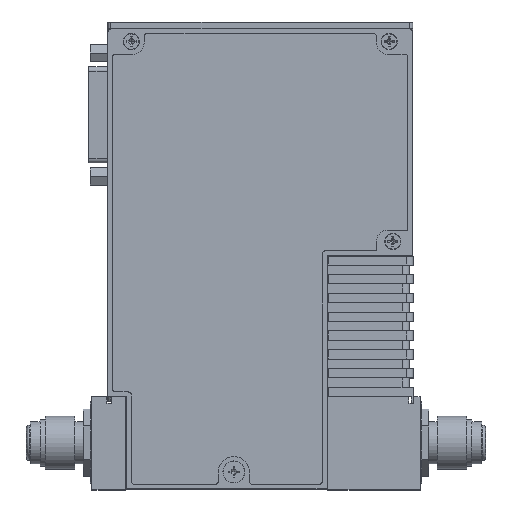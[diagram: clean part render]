
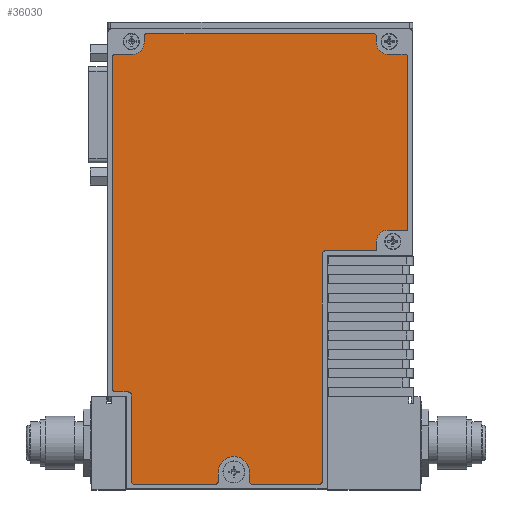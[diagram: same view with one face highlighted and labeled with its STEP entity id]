
A CAD part, top view. The second image highlights one B-rep face of the part: STEP entity #36030.
In plain terms, the highlighted planar face has unit normal (0, 0, 1).
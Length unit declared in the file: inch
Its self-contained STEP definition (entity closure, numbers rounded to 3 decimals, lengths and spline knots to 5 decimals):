
#35307=CARTESIAN_POINT('',(2.262,2.448,0.004));
#35308=DIRECTION('',(0.,0.,-1.));
#35309=DIRECTION('',(-1.,0.,0.));
#35310=AXIS2_PLACEMENT_3D('',#35307,#35308,#35309);
#35329=DIRECTION('',(0.,1.,0.));
#35330=VECTOR('',#35329,2.418);
#35331=CARTESIAN_POINT('',(2.23,0.03,0.004));
#35332=LINE('',#35331,#35330);
#35365=DIRECTION('',(-1.,0.,0.));
#35366=VECTOR('',#35365,0.215);
#35367=CARTESIAN_POINT('',(3.14,2.7,0.004));
#35368=LINE('',#35367,#35366);
#35369=CARTESIAN_POINT('',(2.925,2.58,0.004));
#35370=DIRECTION('',(0.,0.,1.));
#35371=DIRECTION('',(0.,1.,0.));
#35372=AXIS2_PLACEMENT_3D('',#35369,#35370,#35371);
#35374=DIRECTION('',(0.,-1.,0.));
#35375=VECTOR('',#35374,0.1);
#35376=CARTESIAN_POINT('',(2.805,2.58,0.004));
#35377=LINE('',#35376,#35375);
#35378=DIRECTION('',(-1.,0.,0.));
#35379=VECTOR('',#35378,0.543);
#35380=CARTESIAN_POINT('',(2.805,2.48,0.004));
#35381=LINE('',#35380,#35379);
#35382=CARTESIAN_POINT('',(2.2,0.03,0.004));
#35383=DIRECTION('',(0.,0.,1.));
#35384=DIRECTION('',(0.,-1.,0.));
#35385=AXIS2_PLACEMENT_3D('',#35382,#35383,#35384);
#35387=DIRECTION('',(1.,0.,0.));
#35388=VECTOR('',#35387,0.715);
#35389=CARTESIAN_POINT('',(1.485,0.,0.004));
#35390=LINE('',#35389,#35388);
#35391=CARTESIAN_POINT('',(1.485,0.03,0.004));
#35392=DIRECTION('',(0.,0.,1.));
#35393=DIRECTION('',(-1.,0.,0.));
#35394=AXIS2_PLACEMENT_3D('',#35391,#35392,#35393);
#35396=DIRECTION('',(0.,1.,0.));
#35397=VECTOR('',#35396,0.1);
#35398=CARTESIAN_POINT('',(1.455,0.03,0.004));
#35399=LINE('',#35398,#35397);
#35400=CARTESIAN_POINT('',(1.29,0.13,0.004));
#35401=DIRECTION('',(0.,0.,1.));
#35402=DIRECTION('',(1.,0.,0.));
#35403=AXIS2_PLACEMENT_3D('',#35400,#35401,#35402);
#35405=DIRECTION('',(0.,1.,0.));
#35406=VECTOR('',#35405,0.1);
#35407=CARTESIAN_POINT('',(1.125,0.03,0.004));
#35408=LINE('',#35407,#35406);
#35409=CARTESIAN_POINT('',(1.095,0.03,0.004));
#35410=DIRECTION('',(0.,0.,1.));
#35411=DIRECTION('',(0.,-1.,0.));
#35412=AXIS2_PLACEMENT_3D('',#35409,#35410,#35411);
#35414=DIRECTION('',(1.,0.,0.));
#35415=VECTOR('',#35414,0.865);
#35416=CARTESIAN_POINT('',(0.23,0.,0.004));
#35417=LINE('',#35416,#35415);
#35418=CARTESIAN_POINT('',(0.23,0.03,0.004));
#35419=DIRECTION('',(0.,0.,1.));
#35420=DIRECTION('',(-1.,0.,0.));
#35421=AXIS2_PLACEMENT_3D('',#35418,#35419,#35420);
#35423=DIRECTION('',(0.,-1.,0.));
#35424=VECTOR('',#35423,0.918);
#35425=CARTESIAN_POINT('',(0.2,0.948,0.004));
#35426=LINE('',#35425,#35424);
#35427=DIRECTION('',(1.,0.,0.));
#35428=VECTOR('',#35427,0.138);
#35429=CARTESIAN_POINT('',(0.03,0.98,0.004));
#35430=LINE('',#35429,#35428);
#35431=CARTESIAN_POINT('',(0.03,1.01,0.004));
#35432=DIRECTION('',(0.,0.,1.));
#35433=DIRECTION('',(-1.,0.,0.));
#35434=AXIS2_PLACEMENT_3D('',#35431,#35432,#35433);
#35436=DIRECTION('',(0.,-1.,0.));
#35437=VECTOR('',#35436,3.53);
#35438=CARTESIAN_POINT('',(0.,4.54,0.004));
#35439=LINE('',#35438,#35437);
#35440=CARTESIAN_POINT('',(0.03,4.54,0.004));
#35441=DIRECTION('',(0.,0.,1.));
#35442=DIRECTION('',(0.,1.,0.));
#35443=AXIS2_PLACEMENT_3D('',#35440,#35441,#35442);
#35445=DIRECTION('',(1.,0.,0.));
#35446=VECTOR('',#35445,0.185);
#35447=CARTESIAN_POINT('',(0.03,4.57,0.004));
#35448=LINE('',#35447,#35446);
#35449=CARTESIAN_POINT('',(0.215,4.69,0.004));
#35450=DIRECTION('',(0.,0.,1.));
#35451=DIRECTION('',(0.,-1.,0.));
#35452=AXIS2_PLACEMENT_3D('',#35449,#35450,#35451);
#35454=DIRECTION('',(0.,-1.,0.));
#35455=VECTOR('',#35454,0.07);
#35456=CARTESIAN_POINT('',(0.335,4.76,0.004));
#35457=LINE('',#35456,#35455);
#35458=CARTESIAN_POINT('',(0.365,4.76,0.004));
#35459=DIRECTION('',(0.,0.,1.));
#35460=DIRECTION('',(0.,1.,0.));
#35461=AXIS2_PLACEMENT_3D('',#35458,#35459,#35460);
#35463=DIRECTION('',(-1.,0.,0.));
#35464=VECTOR('',#35463,2.41);
#35465=CARTESIAN_POINT('',(2.775,4.79,0.004));
#35466=LINE('',#35465,#35464);
#35467=CARTESIAN_POINT('',(2.775,4.76,0.004));
#35468=DIRECTION('',(0.,0.,1.));
#35469=DIRECTION('',(1.,0.,0.));
#35470=AXIS2_PLACEMENT_3D('',#35467,#35468,#35469);
#35472=DIRECTION('',(0.,-1.,0.));
#35473=VECTOR('',#35472,0.07);
#35474=CARTESIAN_POINT('',(2.805,4.76,0.004));
#35475=LINE('',#35474,#35473);
#35476=CARTESIAN_POINT('',(2.925,4.69,0.004));
#35477=DIRECTION('',(0.,0.,1.));
#35478=DIRECTION('',(-1.,0.,0.));
#35479=AXIS2_PLACEMENT_3D('',#35476,#35477,#35478);
#35481=DIRECTION('',(-1.,0.,0.));
#35482=VECTOR('',#35481,0.185);
#35483=CARTESIAN_POINT('',(3.11,4.57,0.004));
#35484=LINE('',#35483,#35482);
#35485=CARTESIAN_POINT('',(3.11,4.54,0.004));
#35486=DIRECTION('',(0.,0.,1.));
#35487=DIRECTION('',(1.,0.,0.));
#35488=AXIS2_PLACEMENT_3D('',#35485,#35486,#35487);
#35490=DIRECTION('',(0.,1.,0.));
#35491=VECTOR('',#35490,1.84);
#35492=CARTESIAN_POINT('',(3.14,2.7,0.004));
#35493=LINE('',#35492,#35491);
#35507=CARTESIAN_POINT('',(0.168,0.948,0.004));
#35508=DIRECTION('',(0.,0.,-1.));
#35509=DIRECTION('',(0.,1.,0.));
#35510=AXIS2_PLACEMENT_3D('',#35507,#35508,#35509);
#35588=CARTESIAN_POINT('',(0.215,4.57,0.004));
#35589=CARTESIAN_POINT('',(0.335,4.69,0.004));
#35590=VERTEX_POINT('',#35588);
#35591=VERTEX_POINT('',#35589);
#35592=CARTESIAN_POINT('',(2.805,4.69,0.004));
#35593=CARTESIAN_POINT('',(2.925,4.57,0.004));
#35594=VERTEX_POINT('',#35592);
#35595=VERTEX_POINT('',#35593);
#35596=CARTESIAN_POINT('',(1.455,0.13,0.004));
#35597=CARTESIAN_POINT('',(1.125,0.13,0.004));
#35598=VERTEX_POINT('',#35596);
#35599=VERTEX_POINT('',#35597);
#35601=CARTESIAN_POINT('',(0.335,4.76,0.004));
#35603=VERTEX_POINT('',#35601);
#35606=CARTESIAN_POINT('',(0.365,4.79,0.004));
#35607=VERTEX_POINT('',#35606);
#35608=CARTESIAN_POINT('',(0.03,4.57,0.004));
#35610=VERTEX_POINT('',#35608);
#35612=CARTESIAN_POINT('',(0.,4.54,0.004));
#35613=VERTEX_POINT('',#35612);
#35616=CARTESIAN_POINT('',(2.805,4.76,0.004));
#35618=VERTEX_POINT('',#35616);
#35620=CARTESIAN_POINT('',(2.775,4.79,0.004));
#35621=VERTEX_POINT('',#35620);
#35625=CARTESIAN_POINT('',(3.11,4.57,0.004));
#35627=VERTEX_POINT('',#35625);
#35630=CARTESIAN_POINT('',(3.14,4.54,0.004));
#35631=VERTEX_POINT('',#35630);
#35632=CARTESIAN_POINT('',(2.2,0.,0.004));
#35634=VERTEX_POINT('',#35632);
#35636=CARTESIAN_POINT('',(2.23,0.03,0.004));
#35637=VERTEX_POINT('',#35636);
#35640=CARTESIAN_POINT('',(1.455,0.03,0.004));
#35642=VERTEX_POINT('',#35640);
#35644=CARTESIAN_POINT('',(1.485,0.,0.004));
#35645=VERTEX_POINT('',#35644);
#35649=CARTESIAN_POINT('',(1.125,0.03,0.004));
#35651=VERTEX_POINT('',#35649);
#35654=CARTESIAN_POINT('',(1.095,0.,0.004));
#35655=VERTEX_POINT('',#35654);
#35656=CARTESIAN_POINT('',(0.2,0.03,0.004));
#35658=VERTEX_POINT('',#35656);
#35660=CARTESIAN_POINT('',(0.23,0.,0.004));
#35661=VERTEX_POINT('',#35660);
#35664=CARTESIAN_POINT('',(0.,1.01,0.004));
#35666=VERTEX_POINT('',#35664);
#35668=CARTESIAN_POINT('',(0.03,0.98,0.004));
#35669=VERTEX_POINT('',#35668);
#35672=CARTESIAN_POINT('',(2.23,2.448,0.004));
#35674=VERTEX_POINT('',#35672);
#35676=CARTESIAN_POINT('',(2.262,2.48,0.004));
#35678=VERTEX_POINT('',#35676);
#35681=CARTESIAN_POINT('',(0.2,0.948,0.004));
#35683=VERTEX_POINT('',#35681);
#35685=CARTESIAN_POINT('',(0.168,0.98,0.004));
#35687=VERTEX_POINT('',#35685);
#35696=CARTESIAN_POINT('',(3.14,2.7,0.004));
#35697=CARTESIAN_POINT('',(2.925,2.7,0.004));
#35698=VERTEX_POINT('',#35696);
#35699=VERTEX_POINT('',#35697);
#35700=CARTESIAN_POINT('',(2.805,2.58,0.004));
#35701=VERTEX_POINT('',#35700);
#35702=CARTESIAN_POINT('',(2.805,2.48,0.004));
#35703=VERTEX_POINT('',#35702);
#35973=CARTESIAN_POINT('',(0.,0.,0.004));
#35974=DIRECTION('',(0.,0.,1.));
#35975=DIRECTION('',(1.,0.,0.));
#35976=AXIS2_PLACEMENT_3D('',#35973,#35974,#35975);
#35977=PLANE('',#35976);
#35978=ORIENTED_EDGE('',*,*,#35784,.T.);
#35979=ORIENTED_EDGE('',*,*,#35799,.T.);
#35980=ORIENTED_EDGE('',*,*,#35813,.T.);
#35981=ORIENTED_EDGE('',*,*,#35828,.T.);
#35982=ORIENTED_EDGE('',*,*,#35840,.F.);
#35983=ORIENTED_EDGE('',*,*,#35856,.F.);
#35984=ORIENTED_EDGE('',*,*,#35868,.F.);
#35985=ORIENTED_EDGE('',*,*,#35884,.F.);
#35986=ORIENTED_EDGE('',*,*,#35911,.F.);
#35987=ORIENTED_EDGE('',*,*,#35927,.T.);
#35988=ORIENTED_EDGE('',*,*,#35940,.T.);
#35989=ORIENTED_EDGE('',*,*,#35953,.F.);
#35990=ORIENTED_EDGE('',*,*,#35968,.F.);
#35991=ORIENTED_EDGE('',*,*,#35899,.F.);
#35993=ORIENTED_EDGE('',*,*,#35992,.F.);
#35995=ORIENTED_EDGE('',*,*,#35994,.F.);
#35997=ORIENTED_EDGE('',*,*,#35996,.F.);
#35999=ORIENTED_EDGE('',*,*,#35998,.F.);
#36001=ORIENTED_EDGE('',*,*,#36000,.F.);
#36003=ORIENTED_EDGE('',*,*,#36002,.F.);
#36005=ORIENTED_EDGE('',*,*,#36004,.F.);
#36007=ORIENTED_EDGE('',*,*,#36006,.T.);
#36009=ORIENTED_EDGE('',*,*,#36008,.T.);
#36011=ORIENTED_EDGE('',*,*,#36010,.F.);
#36013=ORIENTED_EDGE('',*,*,#36012,.F.);
#36015=ORIENTED_EDGE('',*,*,#36014,.F.);
#36017=ORIENTED_EDGE('',*,*,#36016,.F.);
#36019=ORIENTED_EDGE('',*,*,#36018,.T.);
#36021=ORIENTED_EDGE('',*,*,#36020,.T.);
#36023=ORIENTED_EDGE('',*,*,#36022,.F.);
#36025=ORIENTED_EDGE('',*,*,#36024,.F.);
#36027=ORIENTED_EDGE('',*,*,#36026,.F.);
#36028=EDGE_LOOP('',(#35978,#35979,#35980,#35981,#35982,#35983,#35984,#35985,
#35986,#35987,#35988,#35989,#35990,#35991,#35993,#35995,#35997,#35999,#36001,
#36003,#36005,#36007,#36009,#36011,#36013,#36015,#36017,#36019,#36021,#36023,
#36025,#36027));
#36029=FACE_OUTER_BOUND('',#36028,.F.);
#36030=ADVANCED_FACE('',(#36029),#35977,.T.);
#35311=CIRCLE('',#35310,0.032);
#35373=CIRCLE('',#35372,0.12);
#35386=CIRCLE('',#35385,0.03);
#35395=CIRCLE('',#35394,0.03);
#35404=CIRCLE('',#35403,0.165);
#35413=CIRCLE('',#35412,0.03);
#35422=CIRCLE('',#35421,0.03);
#35435=CIRCLE('',#35434,0.03);
#35444=CIRCLE('',#35443,0.03);
#35453=CIRCLE('',#35452,0.12);
#35462=CIRCLE('',#35461,0.03);
#35471=CIRCLE('',#35470,0.03);
#35480=CIRCLE('',#35479,0.12);
#35489=CIRCLE('',#35488,0.03);
#35511=CIRCLE('',#35510,0.032);
#35784=EDGE_CURVE('',#35698,#35699,#35368,.T.);
#35799=EDGE_CURVE('',#35699,#35701,#35373,.T.);
#35813=EDGE_CURVE('',#35701,#35703,#35377,.T.);
#35828=EDGE_CURVE('',#35703,#35678,#35381,.T.);
#35840=EDGE_CURVE('',#35674,#35678,#35311,.T.);
#35856=EDGE_CURVE('',#35637,#35674,#35332,.T.);
#35868=EDGE_CURVE('',#35634,#35637,#35386,.T.);
#35884=EDGE_CURVE('',#35645,#35634,#35390,.T.);
#35899=EDGE_CURVE('',#35661,#35655,#35417,.T.);
#35911=EDGE_CURVE('',#35642,#35645,#35395,.T.);
#35927=EDGE_CURVE('',#35642,#35598,#35399,.T.);
#35940=EDGE_CURVE('',#35598,#35599,#35404,.T.);
#35953=EDGE_CURVE('',#35651,#35599,#35408,.T.);
#35968=EDGE_CURVE('',#35655,#35651,#35413,.T.);
#35992=EDGE_CURVE('',#35658,#35661,#35422,.T.);
#35994=EDGE_CURVE('',#35683,#35658,#35426,.T.);
#35996=EDGE_CURVE('',#35687,#35683,#35511,.T.);
#35998=EDGE_CURVE('',#35669,#35687,#35430,.T.);
#36000=EDGE_CURVE('',#35666,#35669,#35435,.T.);
#36002=EDGE_CURVE('',#35613,#35666,#35439,.T.);
#36004=EDGE_CURVE('',#35610,#35613,#35444,.T.);
#36006=EDGE_CURVE('',#35610,#35590,#35448,.T.);
#36008=EDGE_CURVE('',#35590,#35591,#35453,.T.);
#36010=EDGE_CURVE('',#35603,#35591,#35457,.T.);
#36012=EDGE_CURVE('',#35607,#35603,#35462,.T.);
#36014=EDGE_CURVE('',#35621,#35607,#35466,.T.);
#36016=EDGE_CURVE('',#35618,#35621,#35471,.T.);
#36018=EDGE_CURVE('',#35618,#35594,#35475,.T.);
#36020=EDGE_CURVE('',#35594,#35595,#35480,.T.);
#36022=EDGE_CURVE('',#35627,#35595,#35484,.T.);
#36024=EDGE_CURVE('',#35631,#35627,#35489,.T.);
#36026=EDGE_CURVE('',#35698,#35631,#35493,.T.);
